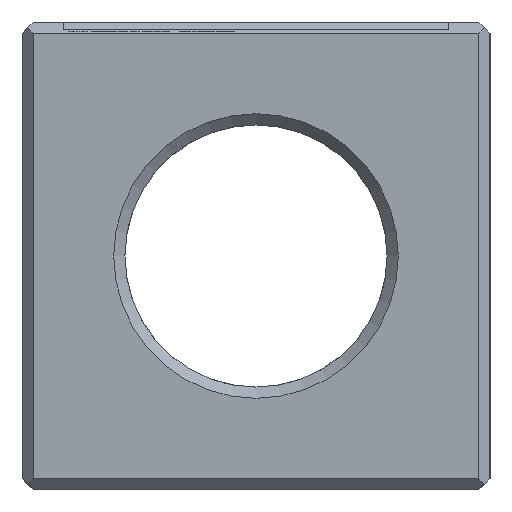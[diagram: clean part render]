
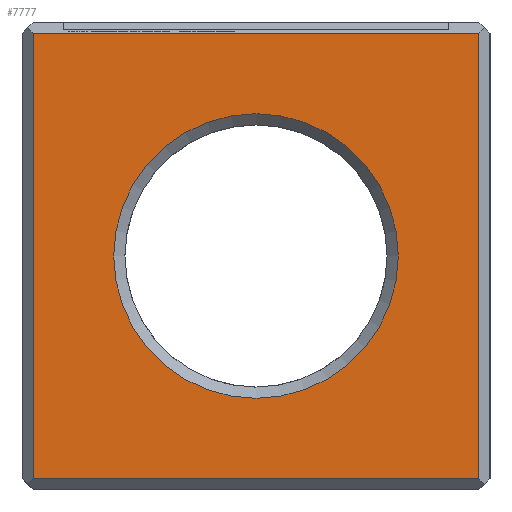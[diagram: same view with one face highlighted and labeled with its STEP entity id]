
A CAD part, left-side view. The second image highlights one B-rep face of the part: STEP entity #7777.
In plain terms, the highlighted planar face has unit normal (-1, 0, 0).
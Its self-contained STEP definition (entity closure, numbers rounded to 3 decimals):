
#72 = PLANE('',#73);
#73 = AXIS2_PLACEMENT_3D('',#74,#75,#76);
#74 = CARTESIAN_POINT('',(0.,0.,0.3));
#75 = DIRECTION('',(-0.707,0.,-0.707)
  );
#76 = DIRECTION('',(0.707,0.,-0.707));
#1692 = PLANE('',#1693);
#1693 = AXIS2_PLACEMENT_3D('',#1694,#1695,#1696);
#1694 = CARTESIAN_POINT('',(0.3,12.5,0.));
#1695 = DIRECTION('',(0.707,-0.707,0.));
#1696 = DIRECTION('',(-0.707,-0.707,0.));
#1923 = PLANE('',#1924);
#1924 = AXIS2_PLACEMENT_3D('',#1925,#1926,#1927);
#1925 = CARTESIAN_POINT('',(0.3,0.,0.));
#1926 = DIRECTION('',(-0.707,-0.707,0.));
#1927 = DIRECTION('',(-0.707,0.707,0.));
#1991 = VERTEX_POINT('',#1992);
#1992 = CARTESIAN_POINT('',(0.,0.3,0.3));
#2013 = EDGE_CURVE('',#1991,#2014,#2016,.T.);
#2014 = VERTEX_POINT('',#2015);
#2015 = CARTESIAN_POINT('',(0.,12.2,0.3));
#2016 = SURFACE_CURVE('',#2017,(#2021,#2028),.PCURVE_S1.);
#2017 = LINE('',#2018,#2019);
#2018 = CARTESIAN_POINT('',(0.,0.,0.3));
#2019 = VECTOR('',#2020,1.);
#2020 = DIRECTION('',(0.,1.,0.));
#2021 = PCURVE('',#72,#2022);
#2022 = DEFINITIONAL_REPRESENTATION('',(#2023),#2027);
#2023 = LINE('',#2024,#2025);
#2024 = CARTESIAN_POINT('',(0.,0.));
#2025 = VECTOR('',#2026,1.);
#2026 = DIRECTION('',(0.,-1.));
#2027 = ( GEOMETRIC_REPRESENTATION_CONTEXT(2) 
PARAMETRIC_REPRESENTATION_CONTEXT() REPRESENTATION_CONTEXT('2D SPACE',''
  ) );
#2028 = PCURVE('',#2029,#2034);
#2029 = PLANE('',#2030);
#2030 = AXIS2_PLACEMENT_3D('',#2031,#2032,#2033);
#2031 = CARTESIAN_POINT('',(0.,12.5,0.));
#2032 = DIRECTION('',(1.,0.,0.));
#2033 = DIRECTION('',(0.,-1.,0.));
#2034 = DEFINITIONAL_REPRESENTATION('',(#2035),#2039);
#2035 = LINE('',#2036,#2037);
#2036 = CARTESIAN_POINT('',(12.5,-0.3));
#2037 = VECTOR('',#2038,1.);
#2038 = DIRECTION('',(-1.,0.));
#2039 = ( GEOMETRIC_REPRESENTATION_CONTEXT(2) 
PARAMETRIC_REPRESENTATION_CONTEXT() REPRESENTATION_CONTEXT('2D SPACE',''
  ) );
#5944 = VERTEX_POINT('',#5945);
#5945 = CARTESIAN_POINT('',(0.,12.2,12.2));
#5959 = PLANE('',#5960);
#5960 = AXIS2_PLACEMENT_3D('',#5961,#5962,#5963);
#5961 = CARTESIAN_POINT('',(0.3,0.,12.5));
#5962 = DIRECTION('',(-0.707,0.,0.707
    ));
#5963 = DIRECTION('',(-0.707,0.,-0.707
    ));
#5971 = EDGE_CURVE('',#2014,#5944,#5972,.T.);
#5972 = SURFACE_CURVE('',#5973,(#5977,#5984),.PCURVE_S1.);
#5973 = LINE('',#5974,#5975);
#5974 = CARTESIAN_POINT('',(0.,12.2,0.));
#5975 = VECTOR('',#5976,1.);
#5976 = DIRECTION('',(0.,0.,1.));
#5977 = PCURVE('',#1692,#5978);
#5978 = DEFINITIONAL_REPRESENTATION('',(#5979),#5983);
#5979 = LINE('',#5980,#5981);
#5980 = CARTESIAN_POINT('',(0.424,-0.));
#5981 = VECTOR('',#5982,1.);
#5982 = DIRECTION('',(0.,-1.));
#5983 = ( GEOMETRIC_REPRESENTATION_CONTEXT(2) 
PARAMETRIC_REPRESENTATION_CONTEXT() REPRESENTATION_CONTEXT('2D SPACE',''
  ) );
#5984 = PCURVE('',#2029,#5985);
#5985 = DEFINITIONAL_REPRESENTATION('',(#5986),#5990);
#5986 = LINE('',#5987,#5988);
#5987 = CARTESIAN_POINT('',(0.3,0.));
#5988 = VECTOR('',#5989,1.);
#5989 = DIRECTION('',(0.,-1.));
#5990 = ( GEOMETRIC_REPRESENTATION_CONTEXT(2) 
PARAMETRIC_REPRESENTATION_CONTEXT() REPRESENTATION_CONTEXT('2D SPACE',''
  ) );
#7734 = VERTEX_POINT('',#7735);
#7735 = CARTESIAN_POINT('',(0.,0.3,12.2));
#7756 = EDGE_CURVE('',#1991,#7734,#7757,.T.);
#7757 = SURFACE_CURVE('',#7758,(#7762,#7769),.PCURVE_S1.);
#7758 = LINE('',#7759,#7760);
#7759 = CARTESIAN_POINT('',(0.,0.3,0.));
#7760 = VECTOR('',#7761,1.);
#7761 = DIRECTION('',(0.,0.,1.));
#7762 = PCURVE('',#1923,#7763);
#7763 = DEFINITIONAL_REPRESENTATION('',(#7764),#7768);
#7764 = LINE('',#7765,#7766);
#7765 = CARTESIAN_POINT('',(0.424,0.));
#7766 = VECTOR('',#7767,1.);
#7767 = DIRECTION('',(0.,-1.));
#7768 = ( GEOMETRIC_REPRESENTATION_CONTEXT(2) 
PARAMETRIC_REPRESENTATION_CONTEXT() REPRESENTATION_CONTEXT('2D SPACE',''
  ) );
#7769 = PCURVE('',#2029,#7770);
#7770 = DEFINITIONAL_REPRESENTATION('',(#7771),#7775);
#7771 = LINE('',#7772,#7773);
#7772 = CARTESIAN_POINT('',(12.2,0.));
#7773 = VECTOR('',#7774,1.);
#7774 = DIRECTION('',(0.,-1.));
#7775 = ( GEOMETRIC_REPRESENTATION_CONTEXT(2) 
PARAMETRIC_REPRESENTATION_CONTEXT() REPRESENTATION_CONTEXT('2D SPACE',''
  ) );
#7777 = ADVANCED_FACE('',(#7778,#7804),#2029,.F.);
#7778 = FACE_BOUND('',#7779,.F.);
#7779 = EDGE_LOOP('',(#7780,#7781,#7782,#7783));
#7780 = ORIENTED_EDGE('',*,*,#7756,.F.);
#7781 = ORIENTED_EDGE('',*,*,#2013,.T.);
#7782 = ORIENTED_EDGE('',*,*,#5971,.T.);
#7783 = ORIENTED_EDGE('',*,*,#7784,.F.);
#7784 = EDGE_CURVE('',#7734,#5944,#7785,.T.);
#7785 = SURFACE_CURVE('',#7786,(#7790,#7797),.PCURVE_S1.);
#7786 = LINE('',#7787,#7788);
#7787 = CARTESIAN_POINT('',(0.,0.,12.2));
#7788 = VECTOR('',#7789,1.);
#7789 = DIRECTION('',(0.,1.,0.));
#7790 = PCURVE('',#2029,#7791);
#7791 = DEFINITIONAL_REPRESENTATION('',(#7792),#7796);
#7792 = LINE('',#7793,#7794);
#7793 = CARTESIAN_POINT('',(12.5,-12.2));
#7794 = VECTOR('',#7795,1.);
#7795 = DIRECTION('',(-1.,0.));
#7796 = ( GEOMETRIC_REPRESENTATION_CONTEXT(2) 
PARAMETRIC_REPRESENTATION_CONTEXT() REPRESENTATION_CONTEXT('2D SPACE',''
  ) );
#7797 = PCURVE('',#5959,#7798);
#7798 = DEFINITIONAL_REPRESENTATION('',(#7799),#7803);
#7799 = LINE('',#7800,#7801);
#7800 = CARTESIAN_POINT('',(0.424,0.));
#7801 = VECTOR('',#7802,1.);
#7802 = DIRECTION('',(0.,-1.));
#7803 = ( GEOMETRIC_REPRESENTATION_CONTEXT(2) 
PARAMETRIC_REPRESENTATION_CONTEXT() REPRESENTATION_CONTEXT('2D SPACE',''
  ) );
#7804 = FACE_BOUND('',#7805,.F.);
#7805 = EDGE_LOOP('',(#7806));
#7806 = ORIENTED_EDGE('',*,*,#7807,.T.);
#7807 = EDGE_CURVE('',#7808,#7808,#7810,.T.);
#7808 = VERTEX_POINT('',#7809);
#7809 = CARTESIAN_POINT('',(0.,2.45,6.25));
#7810 = SURFACE_CURVE('',#7811,(#7816,#7827),.PCURVE_S1.);
#7811 = CIRCLE('',#7812,3.8);
#7812 = AXIS2_PLACEMENT_3D('',#7813,#7814,#7815);
#7813 = CARTESIAN_POINT('',(0.,6.25,6.25));
#7814 = DIRECTION('',(-1.,0.,0.));
#7815 = DIRECTION('',(0.,-1.,0.));
#7816 = PCURVE('',#2029,#7817);
#7817 = DEFINITIONAL_REPRESENTATION('',(#7818),#7826);
#7818 = ( BOUNDED_CURVE() B_SPLINE_CURVE(2,(#7819,#7820,#7821,#7822,
#7823,#7824,#7825),.UNSPECIFIED.,.T.,.F.) B_SPLINE_CURVE_WITH_KNOTS((1,2
    ,2,2,2,1),(-2.094,0.,2.094,4.189,
6.283,8.378),.UNSPECIFIED.) CURVE() 
GEOMETRIC_REPRESENTATION_ITEM() RATIONAL_B_SPLINE_CURVE((1.,0.5,1.,0.5,
1.,0.5,1.)) REPRESENTATION_ITEM('') );
#7819 = CARTESIAN_POINT('',(10.05,-6.25));
#7820 = CARTESIAN_POINT('',(10.05,-12.832));
#7821 = CARTESIAN_POINT('',(4.35,-9.541));
#7822 = CARTESIAN_POINT('',(-1.35,-6.25));
#7823 = CARTESIAN_POINT('',(4.35,-2.959));
#7824 = CARTESIAN_POINT('',(10.05,0.332));
#7825 = CARTESIAN_POINT('',(10.05,-6.25));
#7826 = ( GEOMETRIC_REPRESENTATION_CONTEXT(2) 
PARAMETRIC_REPRESENTATION_CONTEXT() REPRESENTATION_CONTEXT('2D SPACE',''
  ) );
#7827 = PCURVE('',#7828,#7833);
#7828 = CONICAL_SURFACE('',#7829,3.5,0.785);
#7829 = AXIS2_PLACEMENT_3D('',#7830,#7831,#7832);
#7830 = CARTESIAN_POINT('',(0.3,6.25,6.25));
#7831 = DIRECTION('',(-1.,-0.,-0.));
#7832 = DIRECTION('',(0.,-1.,0.));
#7833 = DEFINITIONAL_REPRESENTATION('',(#7834),#7838);
#7834 = LINE('',#7835,#7836);
#7835 = CARTESIAN_POINT('',(-0.,0.3));
#7836 = VECTOR('',#7837,1.);
#7837 = DIRECTION('',(1.,-0.));
#7838 = ( GEOMETRIC_REPRESENTATION_CONTEXT(2) 
PARAMETRIC_REPRESENTATION_CONTEXT() REPRESENTATION_CONTEXT('2D SPACE',''
  ) );
